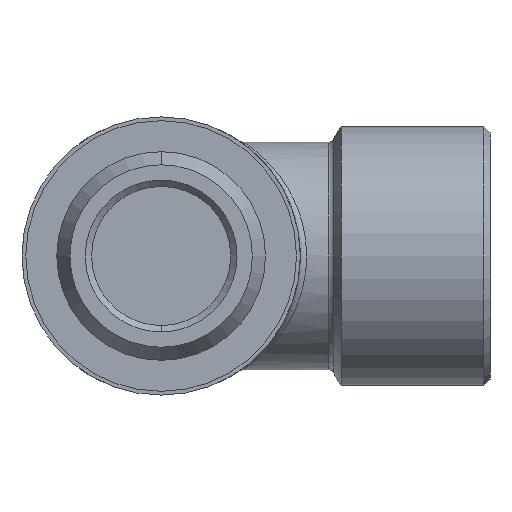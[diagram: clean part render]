
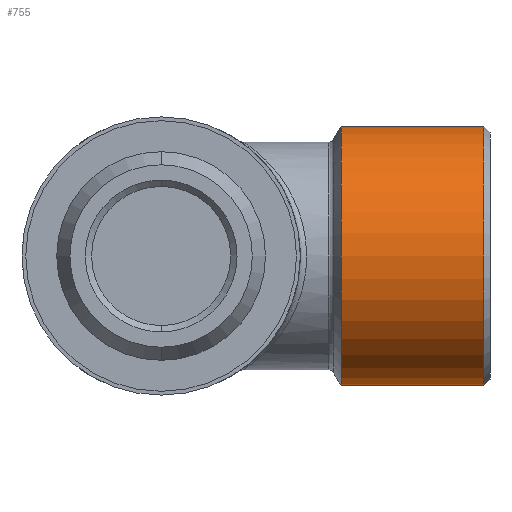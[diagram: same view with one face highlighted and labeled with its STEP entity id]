
A CAD part, front view. The second image highlights one B-rep face of the part: STEP entity #755.
In plain terms, the highlighted cylindrical face has radius 10.25 mm (diameter 20.5 mm), a partial arc.
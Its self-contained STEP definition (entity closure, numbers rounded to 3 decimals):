
#114 = VERTEX_POINT ( 'NONE', #897 ) ;
#117 = VERTEX_POINT ( 'NONE', #923 ) ;
#119 = EDGE_CURVE ( 'NONE', #222, #117, #922, .T. ) ;
#219 = VERTEX_POINT ( 'NONE', #1680 ) ;
#222 = VERTEX_POINT ( 'NONE', #1674 ) ;
#272 = EDGE_CURVE ( 'NONE', #219, #114, #1822, .T. ) ;
#464 = ORIENTED_EDGE ( 'NONE', *, *, #604, .T. ) ;
#604 = EDGE_CURVE ( 'NONE', #117, #114, #2375, .T. ) ;
#656 = ORIENTED_EDGE ( 'NONE', *, *, #119, .T. ) ;
#657 = ORIENTED_EDGE ( 'NONE', *, *, #272, .F. ) ;
#691 = ORIENTED_EDGE ( 'NONE', *, *, #756, .T. ) ;
#754 = EDGE_LOOP ( 'NONE', ( #657, #691, #656, #464 ) ) ;
#755 = ADVANCED_FACE ( 'NONE', ( #3497 ), #3493, .T. ) ;
#756 = EDGE_CURVE ( 'NONE', #219, #222, #3488, .T. ) ;
#897 = CARTESIAN_POINT ( 'NONE',  ( 14.222, 21., -10.25 ) ) ;
#919 = DIRECTION ( 'NONE',  ( -1., 0., 0. ) ) ;
#920 = VECTOR ( 'NONE', #919, 1000. ) ;
#921 = CARTESIAN_POINT ( 'NONE',  ( -1.384, 21., 10.25 ) ) ;
#922 = LINE ( 'NONE', #921, #920 ) ;
#923 = CARTESIAN_POINT ( 'NONE',  ( 14.222, 21., 10.25 ) ) ;
#1674 = CARTESIAN_POINT ( 'NONE',  ( 25.5, 21., 10.25 ) ) ;
#1680 = CARTESIAN_POINT ( 'NONE',  ( 25.5, 21., -10.25 ) ) ;
#1820 = DIRECTION ( 'NONE',  ( -1., 0., 0. ) ) ;
#1821 = CARTESIAN_POINT ( 'NONE',  ( -1.384, 21., -10.25 ) ) ;
#1822 = LINE ( 'NONE', #1821, #1884 ) ;
#1884 = VECTOR ( 'NONE', #1820, 1000. ) ;
#2366 = DIRECTION ( 'NONE',  ( 0., 0., -1. ) ) ;
#2367 = DIRECTION ( 'NONE',  ( 1., 0., 0. ) ) ;
#2368 = CARTESIAN_POINT ( 'NONE',  ( 14.222, 21., 0. ) ) ;
#2369 = AXIS2_PLACEMENT_3D ( 'NONE', #2368, #2367, #2366 ) ;
#2375 = CIRCLE ( 'NONE', #2369, 10.25 ) ;
#3423 = DIRECTION ( 'NONE',  ( 0., 0., 1. ) ) ;
#3424 = DIRECTION ( 'NONE',  ( -1., 0., 0. ) ) ;
#3425 = AXIS2_PLACEMENT_3D ( 'NONE', #3487, #3424, #3423 ) ;
#3487 = CARTESIAN_POINT ( 'NONE',  ( 25.5, 21., 0. ) ) ;
#3488 = CIRCLE ( 'NONE', #3425, 10.25 ) ;
#3489 = DIRECTION ( 'NONE',  ( 0., 0., 1. ) ) ;
#3490 = DIRECTION ( 'NONE',  ( -1., 0., 0. ) ) ;
#3491 = AXIS2_PLACEMENT_3D ( 'NONE', #3492, #3490, #3489 ) ;
#3492 = CARTESIAN_POINT ( 'NONE',  ( -1.384, 21., 0. ) ) ;
#3493 = CYLINDRICAL_SURFACE ( 'NONE', #3491, 10.25 ) ;
#3497 = FACE_OUTER_BOUND ( 'NONE', #754, .T. ) ;
